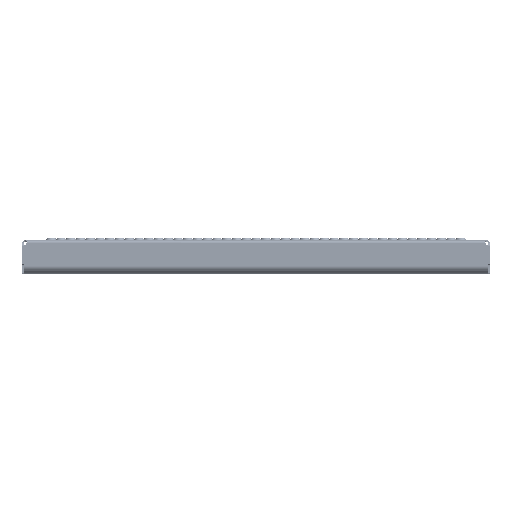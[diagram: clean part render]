
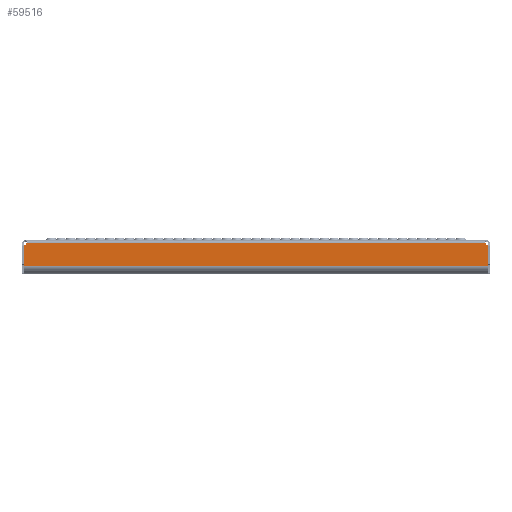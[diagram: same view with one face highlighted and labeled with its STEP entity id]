
A CAD part, top view. The second image highlights one B-rep face of the part: STEP entity #59516.
In plain terms, the highlighted planar face has unit normal (0, 0, 1).
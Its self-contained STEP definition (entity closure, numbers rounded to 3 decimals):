
#22337 = LINE ( 'NONE', #38582, #39150 ) ;
#22343 = LINE ( 'NONE', #38781, #39160 ) ;
#22350 = LINE ( 'NONE', #38804, #39173 ) ;
#22354 = LINE ( 'NONE', #44836, #39193 ) ;
#38582 = CARTESIAN_POINT ( 'NONE',  ( -297.99, -7.185, 150. ) ) ;
#38584 = DIRECTION ( 'NONE',  ( 0., -1., 0. ) ) ;
#38781 = CARTESIAN_POINT ( 'NONE',  ( -299., -4., 150. ) ) ;
#38782 = DIRECTION ( 'NONE',  ( 1., 0., 0. ) ) ;
#38804 = CARTESIAN_POINT ( 'NONE',  ( 297.99, -7.185, 150. ) ) ;
#38806 = DIRECTION ( 'NONE',  ( 0., 1., 0. ) ) ;
#38834 = CARTESIAN_POINT ( 'NONE',  ( 299., -2.288, 150. ) ) ;
#38836 = DIRECTION ( 'NONE',  ( 0., 0., -1. ) ) ;
#38838 = DIRECTION ( 'NONE',  ( 0., -1., 0. ) ) ;
#39150 = VECTOR ( 'NONE', #38584, 1000. ) ;
#39160 = VECTOR ( 'NONE', #38782, 1000. ) ;
#39173 = VECTOR ( 'NONE', #38806, 1000. ) ;
#39175 = CIRCLE ( 'NONE', #39188, 5. ) ;
#39188 = AXIS2_PLACEMENT_3D ( 'NONE', #38834, #38836, #38838 ) ;
#39193 = VECTOR ( 'NONE', #44837, 1000. ) ;
#39195 = CIRCLE ( 'NONE', #39197, 5. ) ;
#39197 = AXIS2_PLACEMENT_3D ( 'NONE', #44840, #44842, #44843 ) ;
#40077 = VERTEX_POINT ( 'NONE', #63912 ) ;
#40083 = VERTEX_POINT ( 'NONE', #63914 ) ;
#40091 = VERTEX_POINT ( 'NONE', #63917 ) ;
#40094 = VERTEX_POINT ( 'NONE', #63918 ) ;
#40099 = VERTEX_POINT ( 'NONE', #63920 ) ;
#40102 = VERTEX_POINT ( 'NONE', #63921 ) ;
#44836 = CARTESIAN_POINT ( 'NONE',  ( -297.99, -32.498, 150. ) ) ;
#44837 = DIRECTION ( 'NONE',  ( 1., 0., 0. ) ) ;
#44840 = CARTESIAN_POINT ( 'NONE',  ( -299., -2.288, 150. ) ) ;
#44842 = DIRECTION ( 'NONE',  ( 0., 0., -1. ) ) ;
#44843 = DIRECTION ( 'NONE',  ( 0., -1., 0. ) ) ;
#58169 = EDGE_LOOP ( 'NONE', ( #157815, #157817, #157813, #157816, #157818, #157820 ) ) ;
#59516 = ADVANCED_FACE ( 'NONE', ( #70712 ), #83098, .T. ) ;
#63912 = CARTESIAN_POINT ( 'NONE',  ( 297.99, -7.185, 150. ) ) ;
#63914 = CARTESIAN_POINT ( 'NONE',  ( 297.99, -32.498, 150. ) ) ;
#63917 = CARTESIAN_POINT ( 'NONE',  ( 294.302, -4., 150. ) ) ;
#63918 = CARTESIAN_POINT ( 'NONE',  ( -294.302, -4., 150. ) ) ;
#63920 = CARTESIAN_POINT ( 'NONE',  ( -297.99, -7.185, 150. ) ) ;
#63921 = CARTESIAN_POINT ( 'NONE',  ( -297.99, -32.498, 150. ) ) ;
#70712 = FACE_OUTER_BOUND ( 'NONE', #58169, .T. ) ;
#83098 = PLANE ( 'NONE',  #85367 ) ;
#83099 = CARTESIAN_POINT ( 'NONE',  ( -299., 295.712, 150. ) ) ;
#83100 = DIRECTION ( 'NONE',  ( 0., 0., 1. ) ) ;
#83101 = DIRECTION ( 'NONE',  ( 0., -1., 0. ) ) ;
#85367 = AXIS2_PLACEMENT_3D ( 'NONE', #83099, #83100, #83101 ) ;
#157813 = ORIENTED_EDGE ( 'NONE', *, *, #159079, .T. ) ;
#157815 = ORIENTED_EDGE ( 'NONE', *, *, #159082, .T. ) ;
#157816 = ORIENTED_EDGE ( 'NONE', *, *, #159061, .F. ) ;
#157817 = ORIENTED_EDGE ( 'NONE', *, *, #159070, .T. ) ;
#157818 = ORIENTED_EDGE ( 'NONE', *, *, #159084, .T. ) ;
#157820 = ORIENTED_EDGE ( 'NONE', *, *, #159032, .T. ) ;
#159032 = EDGE_CURVE ( 'NONE', #40099, #40102, #22337, .T. ) ;
#159061 = EDGE_CURVE ( 'NONE', #40094, #40091, #22343, .T. ) ;
#159070 = EDGE_CURVE ( 'NONE', #40083, #40077, #22350, .T. ) ;
#159079 = EDGE_CURVE ( 'NONE', #40077, #40091, #39175, .T. ) ;
#159082 = EDGE_CURVE ( 'NONE', #40102, #40083, #22354, .T. ) ;
#159084 = EDGE_CURVE ( 'NONE', #40094, #40099, #39195, .T. ) ;
